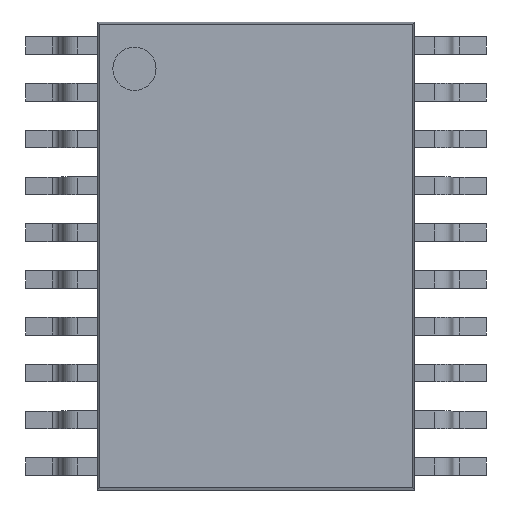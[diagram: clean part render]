
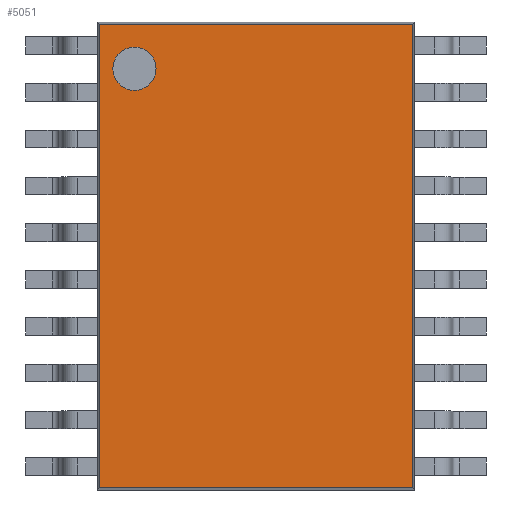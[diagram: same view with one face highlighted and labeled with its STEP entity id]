
A CAD part, top view. The second image highlights one B-rep face of the part: STEP entity #5051.
In plain terms, the highlighted planar face has unit normal (0, 0, 1).
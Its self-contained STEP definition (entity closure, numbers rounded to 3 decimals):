
#56=FACE_BOUND('',#583,.T.);
#70=PLANE('',#5383);
#286=FACE_OUTER_BOUND('',#582,.T.);
#582=EDGE_LOOP('',(#3510,#3511,#3512,#3513));
#583=EDGE_LOOP('',(#3514));
#886=LINE('',#7383,#1475);
#889=LINE('',#7388,#1478);
#891=LINE('',#7392,#1480);
#893=LINE('',#7395,#1482);
#1475=VECTOR('',#5874,1000.);
#1478=VECTOR('',#5879,1000.);
#1480=VECTOR('',#5883,1000.);
#1482=VECTOR('',#5887,1000.);
#2044=CIRCLE('',#5369,0.3);
#2206=VERTEX_POINT('',#7336);
#2219=VERTEX_POINT('',#7381);
#2220=VERTEX_POINT('',#7382);
#2221=VERTEX_POINT('',#7387);
#2222=VERTEX_POINT('',#7391);
#2705=EDGE_CURVE('',#2206,#2206,#2044,.T.);
#2726=EDGE_CURVE('',#2219,#2220,#886,.T.);
#2729=EDGE_CURVE('',#2221,#2219,#889,.T.);
#2731=EDGE_CURVE('',#2222,#2221,#891,.T.);
#2733=EDGE_CURVE('',#2220,#2222,#893,.T.);
#3510=ORIENTED_EDGE('',*,*,#2729,.F.);
#3511=ORIENTED_EDGE('',*,*,#2731,.F.);
#3512=ORIENTED_EDGE('',*,*,#2733,.F.);
#3513=ORIENTED_EDGE('',*,*,#2726,.F.);
#3514=ORIENTED_EDGE('',*,*,#2705,.T.);
#5051=ADVANCED_FACE('',(#286,#56),#70,.T.);
#5369=AXIS2_PLACEMENT_3D('',#7338,#5832,#5833);
#5383=AXIS2_PLACEMENT_3D('',#7396,#5888,#5889);
#5832=DIRECTION('center_axis',(0.,0.,
-1.));
#5833=DIRECTION('ref_axis',(0.,-1.,0.));
#5874=DIRECTION('',(0.,-1.,0.));
#5879=DIRECTION('',(1.,0.,0.));
#5883=DIRECTION('',(0.,1.,0.));
#5887=DIRECTION('',(-1.,0.,0.));
#5888=DIRECTION('center_axis',(0.,0.,
1.));
#5889=DIRECTION('ref_axis',(0.,-1.,0.));
#7336=CARTESIAN_POINT('',(-1.688,2.966,1.202));
#7338=CARTESIAN_POINT('Origin',(-1.688,2.666,1.202));
#7381=CARTESIAN_POINT('',(2.168,3.284,1.202));
#7382=CARTESIAN_POINT('',(2.168,-3.152,1.202));
#7383=CARTESIAN_POINT('',(2.168,-3.184,1.202));
#7387=CARTESIAN_POINT('',(-2.168,3.284,1.202));
#7388=CARTESIAN_POINT('',(2.2,3.284,1.202));
#7391=CARTESIAN_POINT('',(-2.168,-3.152,1.202));
#7392=CARTESIAN_POINT('',(-2.168,3.316,1.202));
#7395=CARTESIAN_POINT('',(-2.2,-3.152,1.202));
#7396=CARTESIAN_POINT('Origin',(0.,0.066,1.202));
